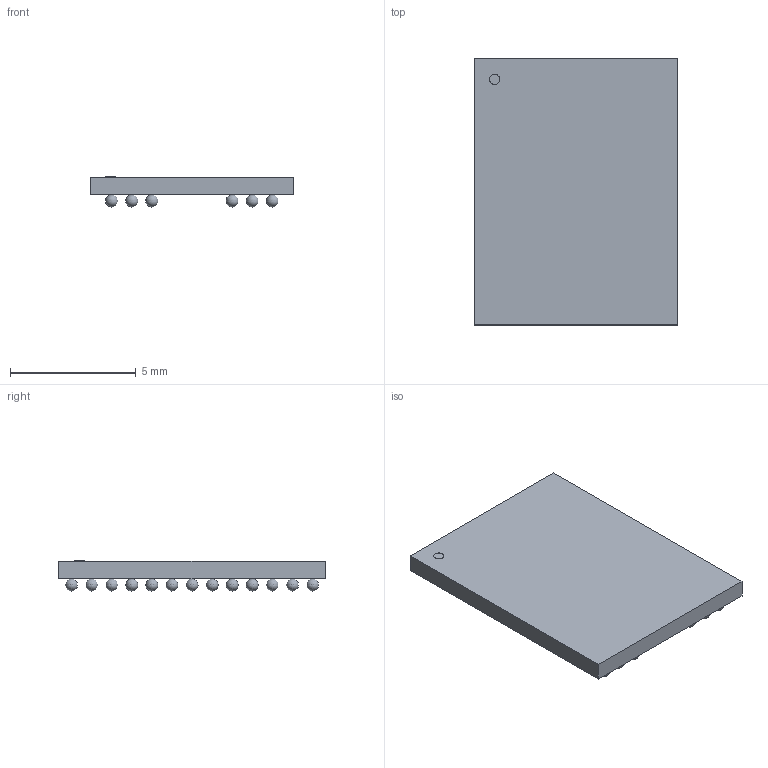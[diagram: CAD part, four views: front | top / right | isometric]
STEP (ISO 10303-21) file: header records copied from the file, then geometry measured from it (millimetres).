
FILE_DESCRIPTION(('STEP AP214'),'1');
FILE_NAME('FBGA78_DA_MRN','2022-12-19T17:16:24',(''),(''),'','','');
FILE_SCHEMA(('AUTOMOTIVE_DESIGN'));
Length unit declared in the file: millimetre
Products named in the file (1): product
Bounding box: 8.1 x 10.59 x 1.2 mm (x, y, z)
Volume: 65.7 mm3; surface area: 255.6 mm2
Topology: 80 solids, 80 shells, 87 faces, 249 edges, 166 vertices
Faces by surface type: sphere 78, plane 8, cylinder 1
Full cylindrical faces by diameter (mm): 0.405 x1
Entity records: 958 total; most frequent: DIRECTION 194, CARTESIAN_POINT 101, AXIS2_PLACEMENT_3D 91, STYLED_ITEM 87, ADVANCED_FACE 87, MANIFOLD_SOLID_BREP 80, CLOSED_SHELL 80, SPHERICAL_SURFACE 78
